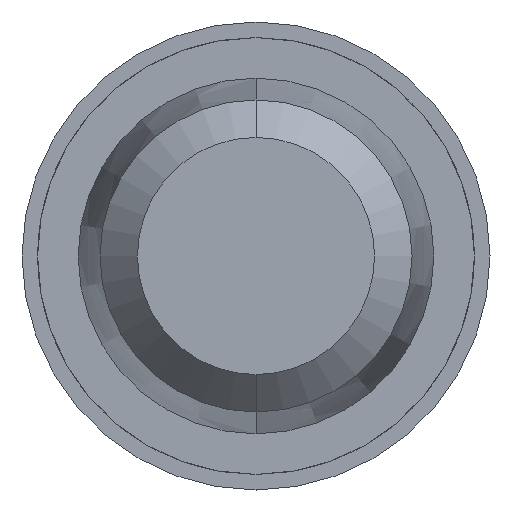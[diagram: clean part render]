
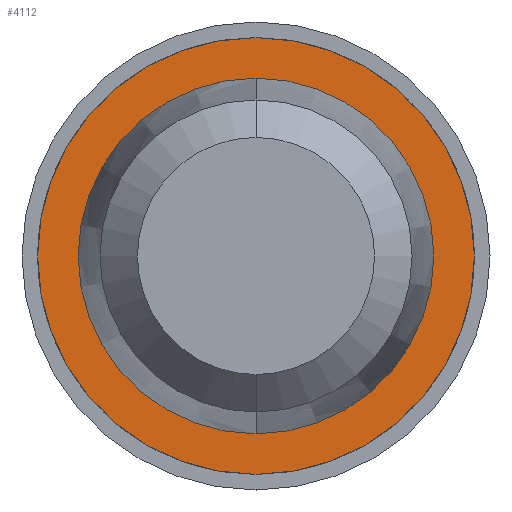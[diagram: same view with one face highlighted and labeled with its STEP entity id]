
A CAD part, front view. The second image highlights one B-rep face of the part: STEP entity #4112.
In plain terms, the highlighted planar face has unit normal (0, -1, 0).
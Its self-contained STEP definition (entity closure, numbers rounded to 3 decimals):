
#7 = DIRECTION ( 'NONE',  ( 0., 0., -1. ) ) ;
#28 = PLANE ( 'NONE',  #697 ) ;
#364 = CARTESIAN_POINT ( 'NONE',  ( 0., 39.75, -0.57 ) ) ;
#463 = VERTEX_POINT ( 'NONE', #364 ) ;
#640 = CARTESIAN_POINT ( 'NONE',  ( 0.57, 39.75, 0. ) ) ;
#658 = DIRECTION ( 'NONE',  ( 0., -1., 0. ) ) ;
#697 = AXIS2_PLACEMENT_3D ( 'NONE', #640, #1322, #7 ) ;
#902 = AXIS2_PLACEMENT_3D ( 'NONE', #3031, #658, #3949 ) ;
#1122 = CARTESIAN_POINT ( 'NONE',  ( 0., 39.75, 0. ) ) ;
#1322 = DIRECTION ( 'NONE',  ( 0., -1., 0. ) ) ;
#1558 = EDGE_CURVE ( 'Defeature ausgef�hrt1_15+Defeature ausgef�hrt1_16+Defeature ausgef�hrt1_16+Defeature ausgef�hrt1_16', #463, #2850, #3184, .T. ) ;
#1607 = AXIS2_PLACEMENT_3D ( 'NONE', #1122, #2430, #3697 ) ;
#1672 = DIRECTION ( 'NONE',  ( 0., 0., -1. ) ) ;
#1785 = EDGE_CURVE ( 'Defeature ausgef�hrt1_16+Defeature ausgef�hrt1_17+Defeature ausgef�hrt1_17+Defeature ausgef�hrt1_17', #3781, #3255, #2976, .T. ) ;
#1861 = DIRECTION ( 'NONE',  ( 0., 0., -1. ) ) ;
#2019 = DIRECTION ( 'NONE',  ( 0., -1., 0. ) ) ;
#2087 = CARTESIAN_POINT ( 'NONE',  ( 0., 39.75, 0.57 ) ) ;
#2196 = EDGE_CURVE ( 'Defeature ausgef�hrt1_16+Defeature ausgef�hrt1_17+Defeature ausgef�hrt1_17+Defeature ausgef�hrt1_17', #3255, #3781, #2910, .T. ) ;
#2271 = CARTESIAN_POINT ( 'NONE',  ( 0., 39.75, 0. ) ) ;
#2430 = DIRECTION ( 'NONE',  ( 0., -1., 0. ) ) ;
#2485 = ORIENTED_EDGE ( 'NONE', *, *, #3206, .F. ) ;
#2563 = AXIS2_PLACEMENT_3D ( 'NONE', #2271, #4213, #1861 ) ;
#2645 = CARTESIAN_POINT ( 'NONE',  ( 0., 39.75, 0. ) ) ;
#2764 = AXIS2_PLACEMENT_3D ( 'NONE', #2645, #2019, #1672 ) ;
#2850 = VERTEX_POINT ( 'NONE', #2087 ) ;
#2896 = EDGE_LOOP ( 'NONE', ( #4189, #3982 ) ) ;
#2910 = CIRCLE ( 'NONE', #2563, 0.7 ) ;
#2976 = CIRCLE ( 'NONE', #2764, 0.7 ) ;
#2995 = FACE_BOUND ( 'NONE', #3335, .T. ) ;
#3031 = CARTESIAN_POINT ( 'NONE',  ( 0., 39.75, 0. ) ) ;
#3184 = CIRCLE ( 'NONE', #902, 0.57 ) ;
#3206 = EDGE_CURVE ( 'Defeature ausgef�hrt1_15+Defeature ausgef�hrt1_16+Defeature ausgef�hrt1_16+Defeature ausgef�hrt1_16', #2850, #463, #4214, .T. ) ;
#3255 = VERTEX_POINT ( 'NONE', #3898 ) ;
#3335 = EDGE_LOOP ( 'NONE', ( #2485, #4149 ) ) ;
#3656 = FACE_OUTER_BOUND ( 'NONE', #2896, .T. ) ;
#3697 = DIRECTION ( 'NONE',  ( 0., 0., -1. ) ) ;
#3703 = CARTESIAN_POINT ( 'NONE',  ( 0., 39.75, -0.7 ) ) ;
#3781 = VERTEX_POINT ( 'NONE', #3703 ) ;
#3898 = CARTESIAN_POINT ( 'NONE',  ( 0., 39.75, 0.7 ) ) ;
#3949 = DIRECTION ( 'NONE',  ( 0., 0., -1. ) ) ;
#3982 = ORIENTED_EDGE ( 'NONE', *, *, #2196, .T. ) ;
#4112 = ADVANCED_FACE ( 'Defeature ausgef�hrt1_16', ( #3656, #2995 ), #28, .T. ) ;
#4149 = ORIENTED_EDGE ( 'NONE', *, *, #1558, .F. ) ;
#4189 = ORIENTED_EDGE ( 'NONE', *, *, #1785, .T. ) ;
#4213 = DIRECTION ( 'NONE',  ( 0., -1., 0. ) ) ;
#4214 = CIRCLE ( 'NONE', #1607, 0.57 ) ;
